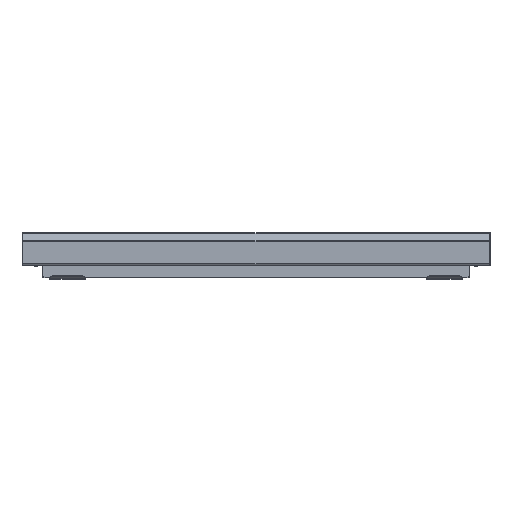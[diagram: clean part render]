
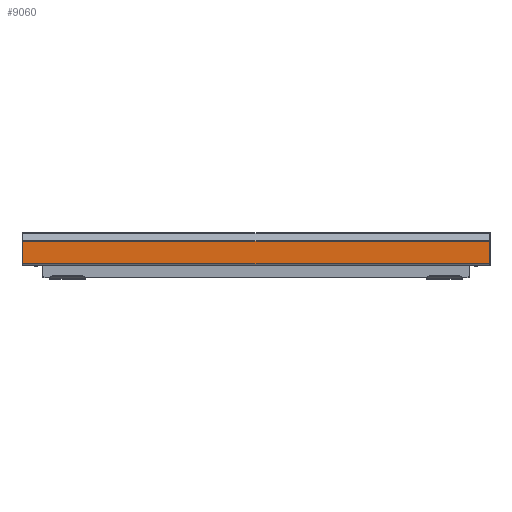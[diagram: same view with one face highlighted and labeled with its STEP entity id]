
A CAD part, top view. The second image highlights one B-rep face of the part: STEP entity #9060.
In plain terms, the highlighted planar face has unit normal (0, 0, 1).
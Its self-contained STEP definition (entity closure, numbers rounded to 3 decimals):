
#370 = DIRECTION ( 'NONE',  ( 0., -1., 0. ) ) ;
#867 = CARTESIAN_POINT ( 'NONE',  ( -527.5, -19.054, 243. ) ) ;
#916 = EDGE_CURVE ( 'NONE', #3037, #14584, #2803, .T. ) ;
#940 = AXIS2_PLACEMENT_3D ( 'NONE', #15467, #15385, #8139 ) ;
#1395 = CARTESIAN_POINT ( 'NONE',  ( 527.5, -19.054, 243. ) ) ;
#1830 = VERTEX_POINT ( 'NONE', #7728 ) ;
#2803 = LINE ( 'NONE', #1395, #9660 ) ;
#2979 = CARTESIAN_POINT ( 'NONE',  ( -527.5, -19.054, 243. ) ) ;
#3037 = VERTEX_POINT ( 'NONE', #6905 ) ;
#3069 = VECTOR ( 'NONE', #15250, 1000. ) ;
#3683 = ORIENTED_EDGE ( 'NONE', *, *, #14077, .T. ) ;
#3811 = EDGE_CURVE ( 'NONE', #1830, #3037, #8846, .T. ) ;
#5359 = DIRECTION ( 'NONE',  ( 1., 0., 0. ) ) ;
#5829 = CARTESIAN_POINT ( 'NONE',  ( 527.5, -69.906, 243. ) ) ;
#6472 = VECTOR ( 'NONE', #12644, 1000. ) ;
#6905 = CARTESIAN_POINT ( 'NONE',  ( 527.5, -19.054, 243. ) ) ;
#7194 = FACE_OUTER_BOUND ( 'NONE', #9762, .T. ) ;
#7591 = CARTESIAN_POINT ( 'NONE',  ( -527.5, -69.906, 243. ) ) ;
#7728 = CARTESIAN_POINT ( 'NONE',  ( -527.5, -19.054, 243. ) ) ;
#7760 = ORIENTED_EDGE ( 'NONE', *, *, #12352, .T. ) ;
#7930 = LINE ( 'NONE', #867, #3069 ) ;
#8139 = DIRECTION ( 'NONE',  ( 0., -1., 0. ) ) ;
#8846 = LINE ( 'NONE', #2979, #6472 ) ;
#9060 = ADVANCED_FACE ( 'NONE', ( #7194 ), #14361, .T. ) ;
#9605 = VECTOR ( 'NONE', #5359, 1000. ) ;
#9660 = VECTOR ( 'NONE', #370, 1000. ) ;
#9762 = EDGE_LOOP ( 'NONE', ( #3683, #13906, #9848, #7760 ) ) ;
#9848 = ORIENTED_EDGE ( 'NONE', *, *, #3811, .F. ) ;
#9970 = VERTEX_POINT ( 'NONE', #12546 ) ;
#12352 = EDGE_CURVE ( 'NONE', #1830, #9970, #7930, .T. ) ;
#12546 = CARTESIAN_POINT ( 'NONE',  ( -527.5, -69.906, 243. ) ) ;
#12644 = DIRECTION ( 'NONE',  ( 1., 0., 0. ) ) ;
#13906 = ORIENTED_EDGE ( 'NONE', *, *, #916, .F. ) ;
#14077 = EDGE_CURVE ( 'NONE', #9970, #14584, #14836, .T. ) ;
#14361 = PLANE ( 'NONE',  #940 ) ;
#14584 = VERTEX_POINT ( 'NONE', #5829 ) ;
#14836 = LINE ( 'NONE', #7591, #9605 ) ;
#15250 = DIRECTION ( 'NONE',  ( 0., -1., 0. ) ) ;
#15385 = DIRECTION ( 'NONE',  ( 0., 0., 1. ) ) ;
#15467 = CARTESIAN_POINT ( 'NONE',  ( -527.5, -19.054, 243. ) ) ;
